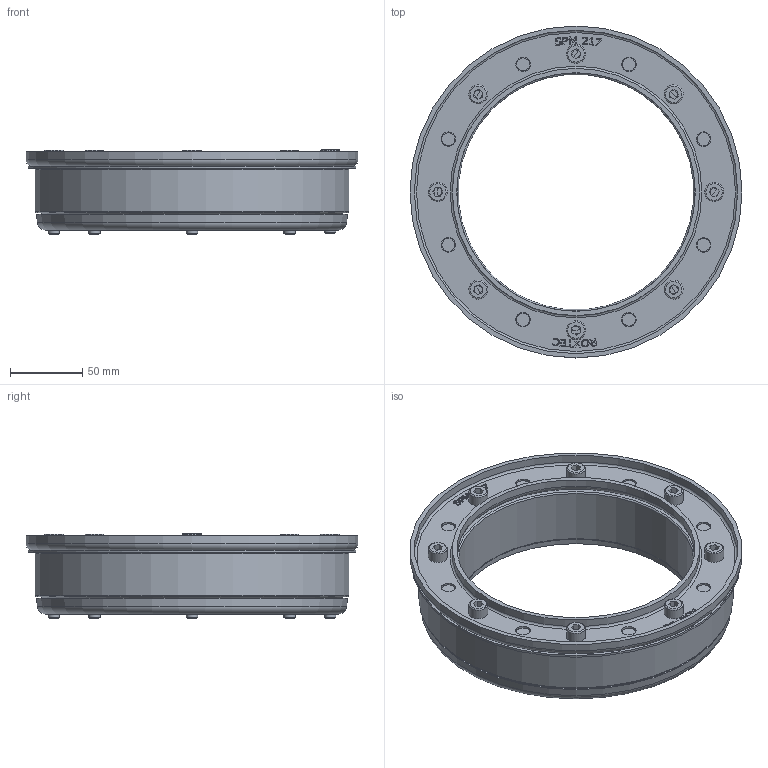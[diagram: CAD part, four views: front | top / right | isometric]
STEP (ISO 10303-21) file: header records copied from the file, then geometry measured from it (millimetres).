
FILE_DESCRIPTION(/* description */ (''),/* implementation_level */ '2;1');
FILE_NAME(/* name */ 'SPM217.stp',/* time_stamp */ '2022-04-07T09:28:35+02:00',/* author */ ('ENTER YOUR USERNAME'),/* organization */ (''),/* preprocessor_version */ 'ST-DEVELOPER v17.2',/* originating_system */ 'Autodesk Inventor 2019',/* authorisation */ '');
FILE_SCHEMA (('AUTOMOTIVE_DESIGN { 1 0 10303 214 3 1 1 }'));
Length unit declared in the file: millimetre
Products named in the file (6): SPM217; 100-074681; 100-074682; 100-074683; 100-074684; ISO 4762 - M8 x 50
Assembly tree (12 placements, depth 3):
  SPM217
    100-074681
      100-074682
      100-074683
      100-074684
      ISO 4762 - M8 x 50  x8
Bounding box: 229 x 229 x 58.5 mm (x, y, z)
Volume: 786088.6 mm3; surface area: 205605.3 mm2
Topology: 11 solids, 11 shells, 417 faces, 1146 edges, 787 vertices
Faces by surface type: plane 201, cylinder 80, bspline 73, cone 35, torus 28
Full cylindrical faces by diameter (mm): 7.25 x8, 7.9 x16, 8 x16, 8.3 x8, 9 x8, 10 x8, 13 x8, 162.6 x1, 164.6 x2, 170.6 x1, 217 x1, 223 x1, 227.1 x1, 229 x1
Entity records: 10850 total; most frequent: CARTESIAN_POINT 2735, ORIENTED_EDGE 1716, DIRECTION 1467, EDGE_CURVE 858, VERTEX_POINT 584, AXIS2_PLACEMENT_3D 505, LINE 457, VECTOR 457
